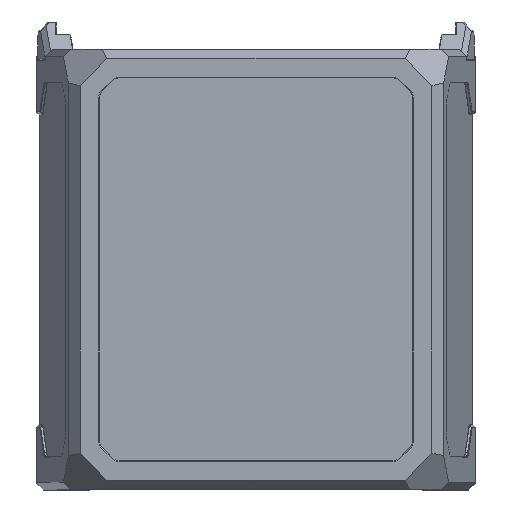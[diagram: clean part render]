
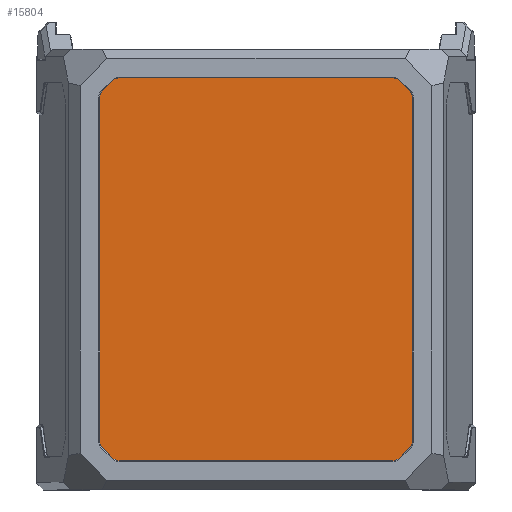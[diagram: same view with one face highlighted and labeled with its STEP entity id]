
A CAD part, top view. The second image highlights one B-rep face of the part: STEP entity #15804.
In plain terms, the highlighted planar face has unit normal (0, 0, 1).
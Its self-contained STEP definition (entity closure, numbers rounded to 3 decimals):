
#2117=FACE_OUTER_BOUND('',#3042,.T.);
#3042=EDGE_LOOP('',(#14394,#14395,#14396,#14397,#14398,#14399,#14400,#14401));
#4594=LINE('',#29730,#6169);
#4598=LINE('',#29738,#6173);
#4601=LINE('',#29744,#6176);
#4604=LINE('',#29750,#6179);
#4607=LINE('',#29756,#6182);
#4610=LINE('',#29762,#6185);
#4613=LINE('',#29768,#6188);
#4616=LINE('',#29773,#6191);
#6169=VECTOR('',#20729,10.);
#6173=VECTOR('',#20735,10.);
#6176=VECTOR('',#20740,10.);
#6179=VECTOR('',#20745,10.);
#6182=VECTOR('',#20750,10.);
#6185=VECTOR('',#20755,10.);
#6188=VECTOR('',#20760,10.);
#6191=VECTOR('',#20765,10.);
#7591=VERTEX_POINT('',#29728);
#7592=VERTEX_POINT('',#29729);
#7595=VERTEX_POINT('',#29737);
#7597=VERTEX_POINT('',#29743);
#7599=VERTEX_POINT('',#29749);
#7601=VERTEX_POINT('',#29755);
#7603=VERTEX_POINT('',#29761);
#7605=VERTEX_POINT('',#29767);
#9848=EDGE_CURVE('',#7591,#7592,#4594,.T.);
#9852=EDGE_CURVE('',#7595,#7591,#4598,.T.);
#9855=EDGE_CURVE('',#7597,#7595,#4601,.T.);
#9858=EDGE_CURVE('',#7599,#7597,#4604,.T.);
#9861=EDGE_CURVE('',#7601,#7599,#4607,.T.);
#9864=EDGE_CURVE('',#7603,#7601,#4610,.T.);
#9867=EDGE_CURVE('',#7605,#7603,#4613,.T.);
#9870=EDGE_CURVE('',#7592,#7605,#4616,.T.);
#14394=ORIENTED_EDGE('',*,*,#9870,.F.);
#14395=ORIENTED_EDGE('',*,*,#9848,.F.);
#14396=ORIENTED_EDGE('',*,*,#9852,.F.);
#14397=ORIENTED_EDGE('',*,*,#9855,.F.);
#14398=ORIENTED_EDGE('',*,*,#9858,.F.);
#14399=ORIENTED_EDGE('',*,*,#9861,.F.);
#14400=ORIENTED_EDGE('',*,*,#9864,.F.);
#14401=ORIENTED_EDGE('',*,*,#9867,.F.);
#14913=PLANE('',#17034);
#15804=ADVANCED_FACE('',(#2117),#14913,.F.);
#17034=AXIS2_PLACEMENT_3D('',#29776,#20769,#20770);
#20729=DIRECTION('',(-1.,0.,0.));
#20735=DIRECTION('',(-0.704,-0.711,0.));
#20740=DIRECTION('',(0.,-1.,0.));
#20745=DIRECTION('',(0.704,-0.711,0.));
#20750=DIRECTION('',(1.,0.,0.));
#20755=DIRECTION('',(0.704,0.711,0.));
#20760=DIRECTION('',(0.,1.,0.));
#20765=DIRECTION('',(-0.704,0.711,0.));
#20769=DIRECTION('center_axis',(0.,0.,-1.));
#20770=DIRECTION('ref_axis',(1.,0.,0.));
#29728=CARTESIAN_POINT('',(85.683,13.5,104.));
#29729=CARTESIAN_POINT('',(-85.683,13.5,104.));
#29730=CARTESIAN_POINT('',(85.683,13.5,104.));
#29737=CARTESIAN_POINT('',(86.016,13.835,104.));
#29738=CARTESIAN_POINT('',(86.016,13.835,104.));
#29743=CARTESIAN_POINT('',(86.016,222.875,104.));
#29744=CARTESIAN_POINT('',(86.016,222.875,104.));
#29749=CARTESIAN_POINT('',(85.683,223.21,104.));
#29750=CARTESIAN_POINT('',(85.683,223.21,104.));
#29755=CARTESIAN_POINT('',(-85.683,223.21,104.));
#29756=CARTESIAN_POINT('',(-85.683,223.21,104.));
#29761=CARTESIAN_POINT('',(-86.016,222.875,104.));
#29762=CARTESIAN_POINT('',(-86.016,222.875,104.));
#29767=CARTESIAN_POINT('',(-86.016,13.835,104.));
#29768=CARTESIAN_POINT('',(-86.016,13.835,104.));
#29773=CARTESIAN_POINT('',(-85.683,13.5,104.));
#29776=CARTESIAN_POINT('Origin',(0.,118.355,104.));
